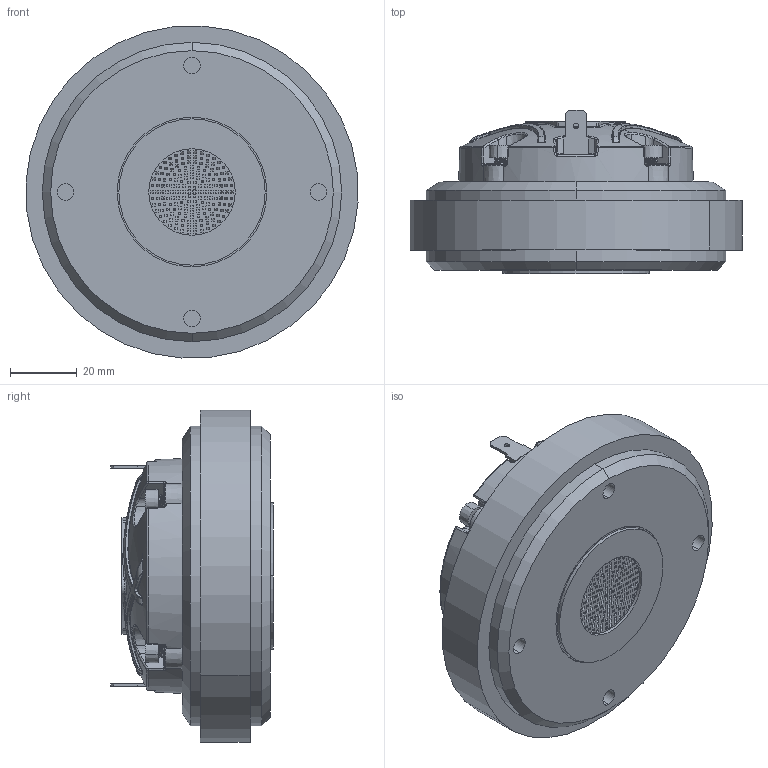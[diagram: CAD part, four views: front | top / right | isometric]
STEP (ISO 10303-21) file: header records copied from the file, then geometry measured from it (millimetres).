
FILE_DESCRIPTION (( 'STEP AP214' ), '1' );
FILE_NAME ('140FCD -087-3D.STEP', '2023-03-31T10:54:11', ( '' ), ( '' ), 'SwSTEP 2.0', 'SolidWorks 2020', '' );
FILE_SCHEMA (( 'AUTOMOTIVE_DESIGN' ));
Length unit declared in the file: millimetre
Products named in the file (10): Terminal; 140FCD New T-yoke; Plate final; back cover; Mesh; EVA gasket; magnet; 栺禱梇; M4-10 Screw; 140FCD -087-3D
Assembly tree (13 placements, depth 2):
  140FCD -087-3D
    magnet
    140FCD New T-yoke
    Terminal  x2
    M4-10 Screw  x4
    Mesh
    EVA gasket
    栺禱梇
    back cover
    Plate final
Bounding box: 99.82 x 49 x 99.82 mm (x, y, z)
Volume: 194020.3 mm3; surface area: 73193.4 mm2
Topology: 13 solids, 13 shells, 1869 faces, 5122 edges, 3284 vertices
Faces by surface type: plane 1082, bspline 310, cylinder 240, torus 133, cone 74, sphere 30
Entity records: 66884 total; most frequent: CARTESIAN_POINT 23751, ORIENTED_EDGE 9416, DIRECTION 7682, EDGE_CURVE 4708, VECTOR 3082, LINE 3082, VERTEX_POINT 3016, AXIS2_PLACEMENT_3D 2300
